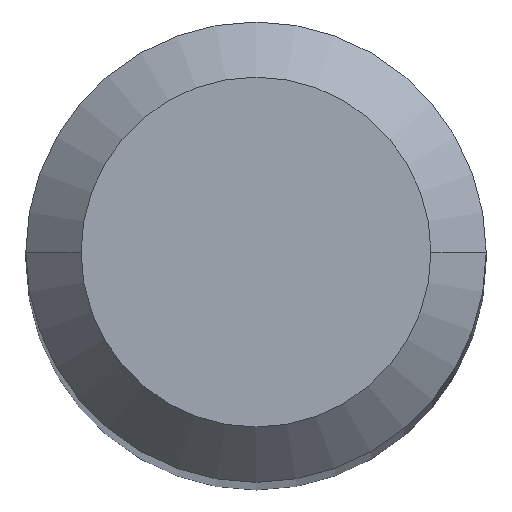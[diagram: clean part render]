
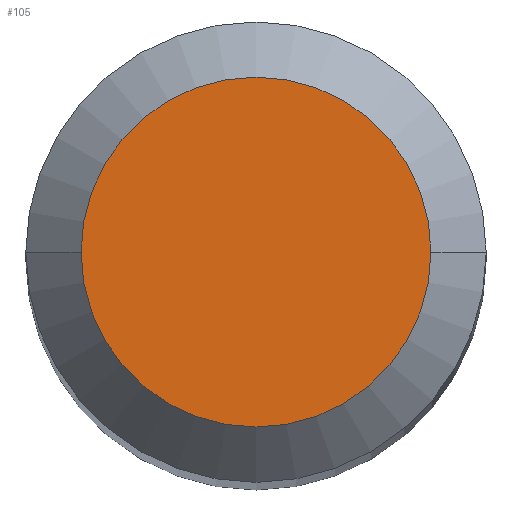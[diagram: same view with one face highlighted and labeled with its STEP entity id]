
A CAD part, top view. The second image highlights one B-rep face of the part: STEP entity #105.
In plain terms, the highlighted planar face has unit normal (0, 0, 1).
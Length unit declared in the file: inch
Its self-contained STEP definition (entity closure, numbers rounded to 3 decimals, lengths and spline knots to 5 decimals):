
#14 = EDGE_LOOP ( 'NONE', ( #291, #38 ) ) ;
#16 = FACE_OUTER_BOUND ( 'NONE', #14, .T. ) ;
#19 = CIRCLE ( 'NONE', #86, 0.0475 ) ;
#38 = ORIENTED_EDGE ( 'NONE', *, *, #264, .T. ) ;
#40 = CARTESIAN_POINT ( 'NONE',  ( -0.0475, 0., 1.5 ) ) ;
#53 = DIRECTION ( 'NONE',  ( 0., 0., 1. ) ) ;
#77 = VERTEX_POINT ( 'NONE', #218 ) ;
#86 = AXIS2_PLACEMENT_3D ( 'NONE', #278, #112, #88 ) ;
#88 = DIRECTION ( 'NONE',  ( 1., 0., 0. ) ) ;
#89 = DIRECTION ( 'NONE',  ( 1., 0., 0. ) ) ;
#98 = VERTEX_POINT ( 'NONE', #40 ) ;
#101 = PLANE ( 'NONE',  #127 ) ;
#105 = ADVANCED_FACE ( 'NONE', ( #16 ), #101, .T. ) ;
#112 = DIRECTION ( 'NONE',  ( 0., 0., 1. ) ) ;
#127 = AXIS2_PLACEMENT_3D ( 'NONE', #242, #215, #89 ) ;
#137 = EDGE_CURVE ( 'NONE', #98, #77, #19, .T. ) ;
#139 = CARTESIAN_POINT ( 'NONE',  ( 0., 0., 1.5 ) ) ;
#215 = DIRECTION ( 'NONE',  ( 0., 0., 1. ) ) ;
#218 = CARTESIAN_POINT ( 'NONE',  ( 0.0475, 0., 1.5 ) ) ;
#225 = AXIS2_PLACEMENT_3D ( 'NONE', #139, #53, #288 ) ;
#242 = CARTESIAN_POINT ( 'NONE',  ( 0., 0., 1.5 ) ) ;
#254 = CIRCLE ( 'NONE', #225, 0.0475 ) ;
#264 = EDGE_CURVE ( 'NONE', #77, #98, #254, .T. ) ;
#278 = CARTESIAN_POINT ( 'NONE',  ( 0., 0., 1.5 ) ) ;
#288 = DIRECTION ( 'NONE',  ( 1., 0., 0. ) ) ;
#291 = ORIENTED_EDGE ( 'NONE', *, *, #137, .T. ) ;
